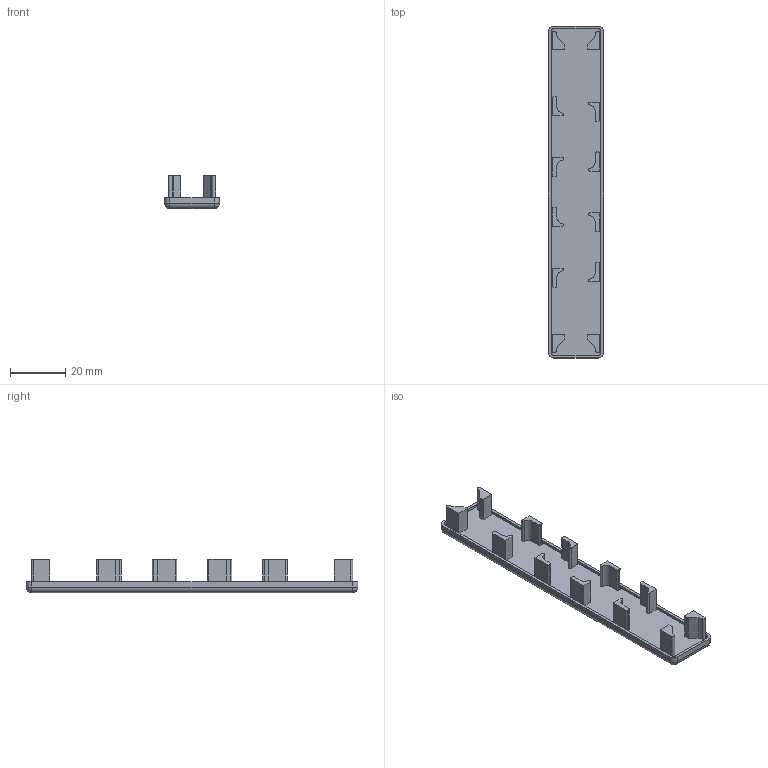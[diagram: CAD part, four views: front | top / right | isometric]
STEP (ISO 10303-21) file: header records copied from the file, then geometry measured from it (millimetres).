
FILE_DESCRIPTION((''),'2;1');
FILE_NAME('SZ0018S-A.stp','2013-08-20T07:45:38',('janine behrens'),(''),'Autodesk Inventor 2012','Autodesk Inventor 2012','');
FILE_SCHEMA(('AUTOMOTIVE_DESIGN { 1 0 10303 214 1 1 1 1 }'));
Length unit declared in the file: millimetre
Products named in the file (1): SZ0018S-A
Bounding box: 20 x 120 x 12 mm (x, y, z)
Volume: 8973.6 mm3; surface area: 8075.7 mm2
Topology: 1 solids, 1 shells, 127 faces, 327 edges, 214 vertices
Faces by surface type: plane 71, cylinder 52, sphere 4
Entity records: 3872 total; most frequent: DIRECTION 684, CARTESIAN_POINT 664, ORIENTED_EDGE 648, EDGE_CURVE 324, AXIS2_PLACEMENT_3D 232, VECTOR 220, LINE 220, VERTEX_POINT 212
